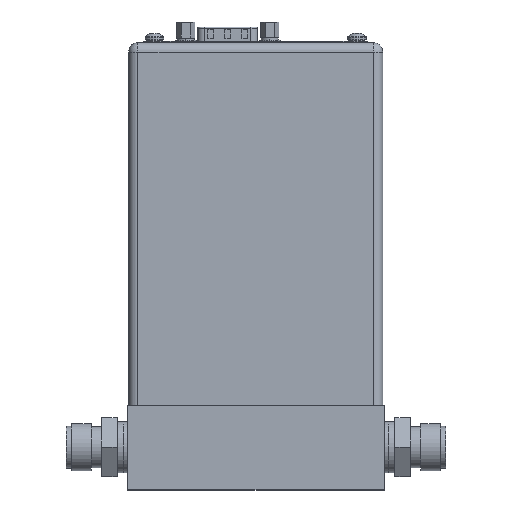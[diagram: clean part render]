
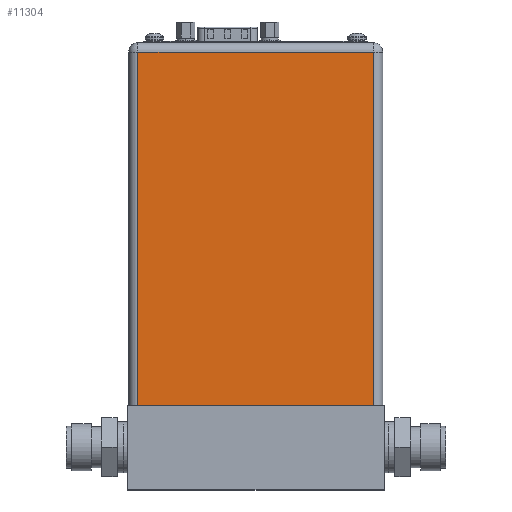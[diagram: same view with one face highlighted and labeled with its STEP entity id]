
A CAD part, top view. The second image highlights one B-rep face of the part: STEP entity #11304.
In plain terms, the highlighted planar face has unit normal (0, 0, 1).
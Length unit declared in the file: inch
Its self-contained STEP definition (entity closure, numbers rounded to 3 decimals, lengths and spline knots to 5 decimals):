
#8878=DIRECTION('',(1.,0.,0.));
#8879=VECTOR('',#8878,2.755);
#8880=CARTESIAN_POINT('',(-1.3775,0.,1.425));
#8881=LINE('',#8880,#8879);
#9885=DIRECTION('',(0.,-1.,0.));
#9886=VECTOR('',#9885,4.14);
#9887=CARTESIAN_POINT('',(1.3775,4.14,1.425));
#9888=LINE('',#9887,#9886);
#9892=DIRECTION('',(0.,-1.,0.));
#9893=VECTOR('',#9892,4.14);
#9894=CARTESIAN_POINT('',(-1.3775,4.14,1.425));
#9895=LINE('',#9894,#9893);
#9899=DIRECTION('',(1.,0.,0.));
#9900=VECTOR('',#9899,2.755);
#9901=CARTESIAN_POINT('',(-1.3775,4.14,1.425));
#9902=LINE('',#9901,#9900);
#10435=CARTESIAN_POINT('',(1.3775,0.,1.425));
#10437=VERTEX_POINT('',#10435);
#10438=CARTESIAN_POINT('',(1.3775,4.14,1.425));
#10439=VERTEX_POINT('',#10438);
#10450=CARTESIAN_POINT('',(-1.3775,0.,1.425));
#10452=VERTEX_POINT('',#10450);
#10454=CARTESIAN_POINT('',(-1.3775,4.14,1.425));
#10455=VERTEX_POINT('',#10454);
#11292=CARTESIAN_POINT('',(-1.4875,0.,1.425));
#11293=DIRECTION('',(0.,0.,1.));
#11294=DIRECTION('',(1.,0.,0.));
#11295=AXIS2_PLACEMENT_3D('',#11292,#11293,#11294);
#11296=PLANE('',#11295);
#11298=ORIENTED_EDGE('',*,*,#11297,.T.);
#11299=ORIENTED_EDGE('',*,*,#10481,.F.);
#11300=ORIENTED_EDGE('',*,*,#11261,.F.);
#11301=ORIENTED_EDGE('',*,*,#11283,.T.);
#11302=EDGE_LOOP('',(#11298,#11299,#11300,#11301));
#11303=FACE_OUTER_BOUND('',#11302,.F.);
#11304=ADVANCED_FACE('',(#11303),#11296,.T.);
#10481=EDGE_CURVE('',#10452,#10437,#8881,.T.);
#11261=EDGE_CURVE('',#10455,#10452,#9895,.T.);
#11283=EDGE_CURVE('',#10455,#10439,#9902,.T.);
#11297=EDGE_CURVE('',#10439,#10437,#9888,.T.);
